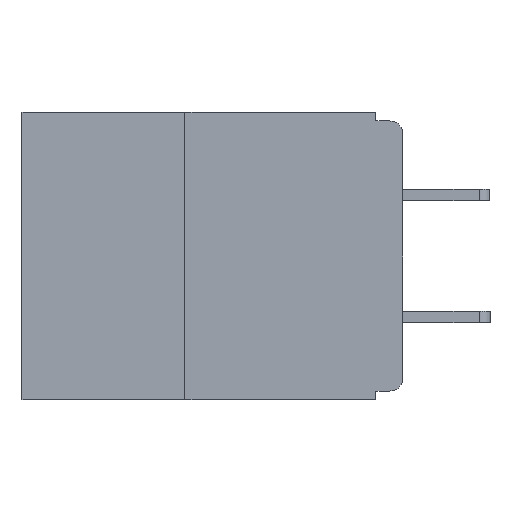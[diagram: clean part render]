
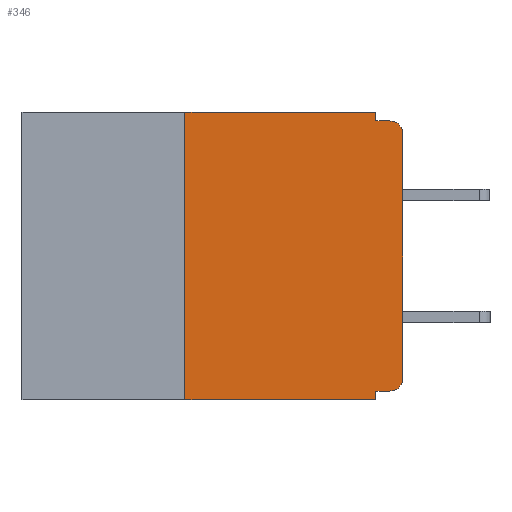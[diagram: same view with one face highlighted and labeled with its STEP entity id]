
A CAD part, left-side view. The second image highlights one B-rep face of the part: STEP entity #346.
In plain terms, the highlighted planar face has unit normal (-1, 0, 0).
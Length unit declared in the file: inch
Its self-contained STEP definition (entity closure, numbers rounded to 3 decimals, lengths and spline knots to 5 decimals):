
#53 = VECTOR ( 'NONE', #15502, 39.37008 ) ;
#200 = EDGE_CURVE ( 'NONE', #19441, #20337, #17198, .T. ) ;
#346 = ADVANCED_FACE ( 'NONE', ( #18483 ), #13848, .F. ) ;
#1187 = LINE ( 'NONE', #18227, #9819 ) ;
#1258 = DIRECTION ( 'NONE',  ( 0., 0., -1. ) ) ;
#1410 = DIRECTION ( 'NONE',  ( 0., -1., 0. ) ) ;
#1609 = CARTESIAN_POINT ( 'NONE',  ( 0., 0.031, -0.32 ) ) ;
#2035 = LINE ( 'NONE', #18234, #10701 ) ;
#2152 = CARTESIAN_POINT ( 'NONE',  ( 0., 0.25, 0. ) ) ;
#2852 = ORIENTED_EDGE ( 'NONE', *, *, #19308, .T. ) ;
#2955 = CARTESIAN_POINT ( 'NONE',  ( 0., 0.031, -0.01 ) ) ;
#3532 = EDGE_CURVE ( 'NONE', #16543, #5960, #2035, .T. ) ;
#3613 = CARTESIAN_POINT ( 'NONE',  ( 0., 0.015, -0.01 ) ) ;
#3723 = VECTOR ( 'NONE', #19740, 39.37008 ) ;
#3916 = DIRECTION ( 'NONE',  ( 0., -1., 0. ) ) ;
#4007 = LINE ( 'NONE', #17424, #12594 ) ;
#4196 = VECTOR ( 'NONE', #5409, 39.37008 ) ;
#4413 = LINE ( 'NONE', #19340, #8497 ) ;
#4520 = EDGE_CURVE ( 'NONE', #15814, #13084, #4413, .T. ) ;
#5409 = DIRECTION ( 'NONE',  ( 0., -1., 0. ) ) ;
#5719 = AXIS2_PLACEMENT_3D ( 'NONE', #18493, #8549, #20116 ) ;
#5960 = VERTEX_POINT ( 'NONE', #2955 ) ;
#6116 = CARTESIAN_POINT ( 'NONE',  ( 0., 0.25, -0.33 ) ) ;
#6629 = ORIENTED_EDGE ( 'NONE', *, *, #14884, .F. ) ;
#6662 = ORIENTED_EDGE ( 'NONE', *, *, #10022, .T. ) ;
#6757 = DIRECTION ( 'NONE',  ( 1., 0., 0. ) ) ;
#6945 = ORIENTED_EDGE ( 'NONE', *, *, #11470, .F. ) ;
#7069 = VERTEX_POINT ( 'NONE', #17717 ) ;
#7594 = LINE ( 'NONE', #9931, #20277 ) ;
#7986 = ORIENTED_EDGE ( 'NONE', *, *, #200, .F. ) ;
#8210 = ORIENTED_EDGE ( 'NONE', *, *, #12950, .F. ) ;
#8270 = DIRECTION ( 'NONE',  ( 0., 0., -1. ) ) ;
#8392 = VERTEX_POINT ( 'NONE', #1609 ) ;
#8497 = VECTOR ( 'NONE', #19277, 39.37008 ) ;
#8549 = DIRECTION ( 'NONE',  ( -1., 0., 0. ) ) ;
#9360 = DIRECTION ( 'NONE',  ( -1., 0., 0. ) ) ;
#9584 = ORIENTED_EDGE ( 'NONE', *, *, #3532, .F. ) ;
#9799 = LINE ( 'NONE', #17152, #53 ) ;
#9819 = VECTOR ( 'NONE', #8270, 39.37008 ) ;
#9931 = CARTESIAN_POINT ( 'NONE',  ( 0., 0., -0.01 ) ) ;
#10022 = EDGE_CURVE ( 'NONE', #13084, #19255, #17558, .T. ) ;
#10154 = CARTESIAN_POINT ( 'NONE',  ( 0., 0.031, 0. ) ) ;
#10658 = EDGE_LOOP ( 'NONE', ( #15100, #6662, #6945, #9584, #8210, #7986, #2852, #12201, #6629, #17159 ) ) ;
#10701 = VECTOR ( 'NONE', #18438, 39.37008 ) ;
#10976 = CIRCLE ( 'NONE', #5719, 0.015 ) ;
#11470 = EDGE_CURVE ( 'NONE', #5960, #19255, #7594, .T. ) ;
#12201 = ORIENTED_EDGE ( 'NONE', *, *, #14458, .F. ) ;
#12569 = AXIS2_PLACEMENT_3D ( 'NONE', #16946, #6757, #1258 ) ;
#12594 = VECTOR ( 'NONE', #3916, 39.37008 ) ;
#12672 = CARTESIAN_POINT ( 'NONE',  ( 0., 0.015, -0.32 ) ) ;
#12950 = EDGE_CURVE ( 'NONE', #20337, #16543, #4007, .T. ) ;
#13084 = VERTEX_POINT ( 'NONE', #17778 ) ;
#13300 = LINE ( 'NONE', #18832, #4196 ) ;
#13848 = PLANE ( 'NONE',  #12569 ) ;
#14458 = EDGE_CURVE ( 'NONE', #8392, #7069, #1187, .T. ) ;
#14782 = CARTESIAN_POINT ( 'NONE',  ( 0., 0., -0.305 ) ) ;
#14884 = EDGE_CURVE ( 'NONE', #21630, #8392, #9799, .T. ) ;
#14906 = AXIS2_PLACEMENT_3D ( 'NONE', #19271, #9360, #20897 ) ;
#15100 = ORIENTED_EDGE ( 'NONE', *, *, #4520, .T. ) ;
#15502 = DIRECTION ( 'NONE',  ( 0., 1., 0. ) ) ;
#15814 = VERTEX_POINT ( 'NONE', #14782 ) ;
#15960 = CARTESIAN_POINT ( 'NONE',  ( 0., 0.25, -0.33 ) ) ;
#16543 = VERTEX_POINT ( 'NONE', #10154 ) ;
#16946 = CARTESIAN_POINT ( 'NONE',  ( 0., 0.437, 0. ) ) ;
#17152 = CARTESIAN_POINT ( 'NONE',  ( 0., 0., -0.32 ) ) ;
#17159 = ORIENTED_EDGE ( 'NONE', *, *, #19160, .T. ) ;
#17198 = LINE ( 'NONE', #6116, #3723 ) ;
#17424 = CARTESIAN_POINT ( 'NONE',  ( 0., 0.437, 0. ) ) ;
#17558 = CIRCLE ( 'NONE', #14906, 0.015 ) ;
#17717 = CARTESIAN_POINT ( 'NONE',  ( 0., 0.031, -0.33 ) ) ;
#17778 = CARTESIAN_POINT ( 'NONE',  ( 0., 0., -0.025 ) ) ;
#18227 = CARTESIAN_POINT ( 'NONE',  ( 0., 0.031, -0.33 ) ) ;
#18234 = CARTESIAN_POINT ( 'NONE',  ( 0., 0.031, 0. ) ) ;
#18438 = DIRECTION ( 'NONE',  ( 0., 0., -1. ) ) ;
#18483 = FACE_OUTER_BOUND ( 'NONE', #10658, .T. ) ;
#18493 = CARTESIAN_POINT ( 'NONE',  ( 0., 0.015, -0.305 ) ) ;
#18832 = CARTESIAN_POINT ( 'NONE',  ( 0., 0.437, -0.33 ) ) ;
#19160 = EDGE_CURVE ( 'NONE', #21630, #15814, #10976, .T. ) ;
#19255 = VERTEX_POINT ( 'NONE', #3613 ) ;
#19271 = CARTESIAN_POINT ( 'NONE',  ( 0., 0.015, -0.025 ) ) ;
#19277 = DIRECTION ( 'NONE',  ( 0., 0., 1. ) ) ;
#19308 = EDGE_CURVE ( 'NONE', #19441, #7069, #13300, .T. ) ;
#19340 = CARTESIAN_POINT ( 'NONE',  ( 0., 0., 0. ) ) ;
#19441 = VERTEX_POINT ( 'NONE', #15960 ) ;
#19740 = DIRECTION ( 'NONE',  ( 0., 0., 1. ) ) ;
#20116 = DIRECTION ( 'NONE',  ( 0., 0., -1. ) ) ;
#20277 = VECTOR ( 'NONE', #1410, 39.37008 ) ;
#20337 = VERTEX_POINT ( 'NONE', #2152 ) ;
#20897 = DIRECTION ( 'NONE',  ( 0., 0., -1. ) ) ;
#21630 = VERTEX_POINT ( 'NONE', #12672 ) ;
